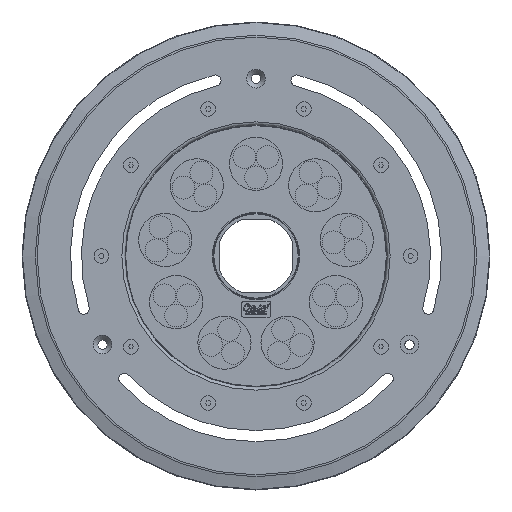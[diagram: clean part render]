
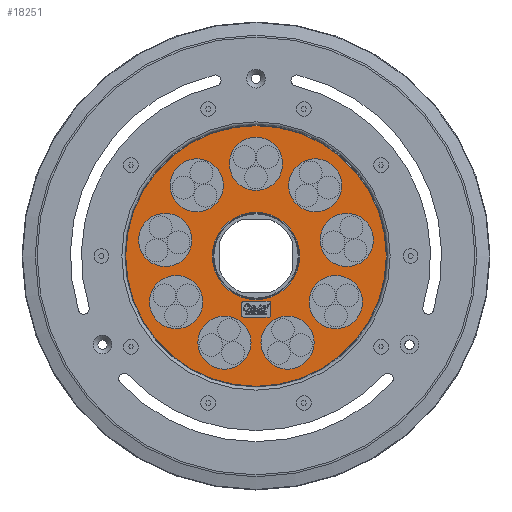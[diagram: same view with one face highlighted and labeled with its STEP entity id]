
A CAD part, top view. The second image highlights one B-rep face of the part: STEP entity #18251.
In plain terms, the highlighted planar face has unit normal (0, 0, 1).
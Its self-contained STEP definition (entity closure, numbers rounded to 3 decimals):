
#1253=FACE_BOUND('',#3540,.T.);
#1254=FACE_BOUND('',#3541,.T.);
#1255=FACE_BOUND('',#3542,.T.);
#1256=FACE_BOUND('',#3543,.T.);
#1257=FACE_BOUND('',#3544,.T.);
#1258=FACE_BOUND('',#3545,.T.);
#1259=FACE_BOUND('',#3546,.T.);
#1260=FACE_BOUND('',#3547,.T.);
#1261=FACE_BOUND('',#3548,.T.);
#1262=FACE_BOUND('',#3549,.T.);
#1263=FACE_BOUND('',#3550,.T.);
#1367=CIRCLE('',#19060,1.28);
#1368=CIRCLE('',#19063,1.28);
#1369=CIRCLE('',#19066,1.28);
#1370=CIRCLE('',#19069,1.28);
#1371=CIRCLE('',#19167,91.912);
#1372=CIRCLE('',#19168,18.75);
#1373=CIRCLE('',#19169,18.75);
#1374=CIRCLE('',#19170,18.75);
#1375=CIRCLE('',#19171,18.75);
#1376=CIRCLE('',#19172,18.75);
#1377=CIRCLE('',#19173,18.75);
#1378=CIRCLE('',#19174,18.75);
#1379=CIRCLE('',#19175,18.75);
#1380=CIRCLE('',#19176,18.75);
#1381=CIRCLE('',#19177,30.773);
#2556=FACE_OUTER_BOUND('',#3539,.T.);
#3539=EDGE_LOOP('',(#12711));
#3540=EDGE_LOOP('',(#12712));
#3541=EDGE_LOOP('',(#12713));
#3542=EDGE_LOOP('',(#12714));
#3543=EDGE_LOOP('',(#12715));
#3544=EDGE_LOOP('',(#12716));
#3545=EDGE_LOOP('',(#12717));
#3546=EDGE_LOOP('',(#12718));
#3547=EDGE_LOOP('',(#12719));
#3548=EDGE_LOOP('',(#12720));
#3549=EDGE_LOOP('',(#12721));
#3550=EDGE_LOOP('',(#12722,#12723,#12724,#12725,#12726,#12727,#12728,#12729));
#4902=LINE('',#27613,#6291);
#4906=LINE('',#27622,#6295);
#4927=LINE('',#28382,#6316);
#4930=LINE('',#28389,#6319);
#6291=VECTOR('',#20990,10.);
#6295=VECTOR('',#21000,10.);
#6316=VECTOR('',#21033,10.);
#6319=VECTOR('',#21042,10.);
#7715=VERTEX_POINT('',#27611);
#7716=VERTEX_POINT('',#27612);
#7717=VERTEX_POINT('',#27617);
#7718=VERTEX_POINT('',#27621);
#7719=VERTEX_POINT('',#27625);
#7736=VERTEX_POINT('',#28377);
#7737=VERTEX_POINT('',#28381);
#7738=VERTEX_POINT('',#28385);
#7961=VERTEX_POINT('',#30462);
#7962=VERTEX_POINT('',#30464);
#7963=VERTEX_POINT('',#30466);
#7964=VERTEX_POINT('',#30468);
#7965=VERTEX_POINT('',#30470);
#7966=VERTEX_POINT('',#30472);
#7967=VERTEX_POINT('',#30474);
#7968=VERTEX_POINT('',#30476);
#7969=VERTEX_POINT('',#30478);
#7970=VERTEX_POINT('',#30480);
#7971=VERTEX_POINT('',#30482);
#9371=EDGE_CURVE('',#7715,#7716,#4902,.T.);
#9374=EDGE_CURVE('',#7716,#7717,#1367,.T.);
#9376=EDGE_CURVE('',#7717,#7718,#4906,.T.);
#9378=EDGE_CURVE('',#7718,#7719,#1368,.T.);
#9417=EDGE_CURVE('',#7736,#7715,#1369,.T.);
#9419=EDGE_CURVE('',#7737,#7736,#4927,.T.);
#9421=EDGE_CURVE('',#7738,#7737,#1370,.T.);
#9423=EDGE_CURVE('',#7719,#7738,#4930,.T.);
#9757=EDGE_CURVE('',#7961,#7961,#1371,.T.);
#9758=EDGE_CURVE('',#7962,#7962,#1372,.T.);
#9759=EDGE_CURVE('',#7963,#7963,#1373,.T.);
#9760=EDGE_CURVE('',#7964,#7964,#1374,.T.);
#9761=EDGE_CURVE('',#7965,#7965,#1375,.T.);
#9762=EDGE_CURVE('',#7966,#7966,#1376,.T.);
#9763=EDGE_CURVE('',#7967,#7967,#1377,.T.);
#9764=EDGE_CURVE('',#7968,#7968,#1378,.T.);
#9765=EDGE_CURVE('',#7969,#7969,#1379,.T.);
#9766=EDGE_CURVE('',#7970,#7970,#1380,.T.);
#9767=EDGE_CURVE('',#7971,#7971,#1381,.T.);
#12711=ORIENTED_EDGE('',*,*,#9757,.F.);
#12712=ORIENTED_EDGE('',*,*,#9758,.T.);
#12713=ORIENTED_EDGE('',*,*,#9759,.T.);
#12714=ORIENTED_EDGE('',*,*,#9760,.T.);
#12715=ORIENTED_EDGE('',*,*,#9761,.T.);
#12716=ORIENTED_EDGE('',*,*,#9762,.T.);
#12717=ORIENTED_EDGE('',*,*,#9763,.T.);
#12718=ORIENTED_EDGE('',*,*,#9764,.T.);
#12719=ORIENTED_EDGE('',*,*,#9765,.T.);
#12720=ORIENTED_EDGE('',*,*,#9766,.T.);
#12721=ORIENTED_EDGE('',*,*,#9767,.T.);
#12722=ORIENTED_EDGE('',*,*,#9371,.T.);
#12723=ORIENTED_EDGE('',*,*,#9374,.T.);
#12724=ORIENTED_EDGE('',*,*,#9376,.T.);
#12725=ORIENTED_EDGE('',*,*,#9378,.T.);
#12726=ORIENTED_EDGE('',*,*,#9423,.T.);
#12727=ORIENTED_EDGE('',*,*,#9421,.T.);
#12728=ORIENTED_EDGE('',*,*,#9419,.T.);
#12729=ORIENTED_EDGE('',*,*,#9417,.T.);
#16748=PLANE('',#19166);
#18251=ADVANCED_FACE('',(#2556,#1253,#1254,#1255,#1256,#1257,#1258,#1259,
#1260,#1261,#1262,#1263),#16748,.T.);
#19060=AXIS2_PLACEMENT_3D('',#27618,#20995,#20996);
#19063=AXIS2_PLACEMENT_3D('',#27626,#21004,#21005);
#19066=AXIS2_PLACEMENT_3D('',#28378,#21028,#21029);
#19069=AXIS2_PLACEMENT_3D('',#28386,#21037,#21038);
#19166=AXIS2_PLACEMENT_3D('',#30461,#21504,#21505);
#19167=AXIS2_PLACEMENT_3D('',#30463,#21506,#21507);
#19168=AXIS2_PLACEMENT_3D('',#30465,#21508,#21509);
#19169=AXIS2_PLACEMENT_3D('',#30467,#21510,#21511);
#19170=AXIS2_PLACEMENT_3D('',#30469,#21512,#21513);
#19171=AXIS2_PLACEMENT_3D('',#30471,#21514,#21515);
#19172=AXIS2_PLACEMENT_3D('',#30473,#21516,#21517);
#19173=AXIS2_PLACEMENT_3D('',#30475,#21518,#21519);
#19174=AXIS2_PLACEMENT_3D('',#30477,#21520,#21521);
#19175=AXIS2_PLACEMENT_3D('',#30479,#21522,#21523);
#19176=AXIS2_PLACEMENT_3D('',#30481,#21524,#21525);
#19177=AXIS2_PLACEMENT_3D('',#30483,#21526,#21527);
#20990=DIRECTION('',(1.,0.,0.));
#20995=DIRECTION('center_axis',(0.,0.,-1.));
#20996=DIRECTION('ref_axis',(1.,0.,0.));
#21000=DIRECTION('',(0.,-1.,0.));
#21004=DIRECTION('center_axis',(0.,0.,-1.));
#21005=DIRECTION('ref_axis',(0.,-1.,0.));
#21028=DIRECTION('center_axis',(0.,0.,-1.));
#21029=DIRECTION('ref_axis',(0.,1.,0.));
#21033=DIRECTION('',(0.,1.,0.));
#21037=DIRECTION('center_axis',(0.,0.,-1.));
#21038=DIRECTION('ref_axis',(-1.,0.,0.));
#21042=DIRECTION('',(-1.,0.,0.));
#21504=DIRECTION('center_axis',(0.,0.,1.));
#21505=DIRECTION('ref_axis',(1.,0.,0.));
#21506=DIRECTION('center_axis',(0.,0.,-1.));
#21507=DIRECTION('ref_axis',(1.,0.,0.));
#21508=DIRECTION('center_axis',(0.,0.,-1.));
#21509=DIRECTION('ref_axis',(-1.,0.,0.));
#21510=DIRECTION('center_axis',(0.,0.,-1.));
#21511=DIRECTION('ref_axis',(-1.,0.,0.));
#21512=DIRECTION('center_axis',(0.,0.,-1.));
#21513=DIRECTION('ref_axis',(-1.,0.,0.));
#21514=DIRECTION('center_axis',(0.,0.,-1.));
#21515=DIRECTION('ref_axis',(-1.,0.,0.));
#21516=DIRECTION('center_axis',(0.,0.,-1.));
#21517=DIRECTION('ref_axis',(-1.,0.,0.));
#21518=DIRECTION('center_axis',(0.,0.,-1.));
#21519=DIRECTION('ref_axis',(-1.,0.,0.));
#21520=DIRECTION('center_axis',(0.,0.,-1.));
#21521=DIRECTION('ref_axis',(-1.,0.,0.));
#21522=DIRECTION('center_axis',(0.,0.,-1.));
#21523=DIRECTION('ref_axis',(-1.,0.,0.));
#21524=DIRECTION('center_axis',(0.,0.,-1.));
#21525=DIRECTION('ref_axis',(-1.,0.,0.));
#21526=DIRECTION('center_axis',(0.,0.,-1.));
#21527=DIRECTION('ref_axis',(1.,0.,0.));
#27611=CARTESIAN_POINT('',(-8.717,-31.952,26.596));
#27612=CARTESIAN_POINT('',(9.201,-31.952,26.596));
#27613=CARTESIAN_POINT('',(4.601,-31.952,26.596));
#27617=CARTESIAN_POINT('',(10.481,-33.231,26.596));
#27618=CARTESIAN_POINT('Origin',(9.201,-33.231,26.596));
#27621=CARTESIAN_POINT('',(10.481,-41.935,26.596));
#27622=CARTESIAN_POINT('',(10.481,24.989,26.596));
#27625=CARTESIAN_POINT('',(9.201,-43.215,26.596));
#27626=CARTESIAN_POINT('Origin',(9.201,-41.935,26.596));
#28377=CARTESIAN_POINT('',(-9.997,-33.231,26.596));
#28378=CARTESIAN_POINT('Origin',(-8.717,-33.231,26.596));
#28381=CARTESIAN_POINT('',(-9.997,-41.935,26.596));
#28382=CARTESIAN_POINT('',(-9.997,29.34,26.596));
#28385=CARTESIAN_POINT('',(-8.717,-43.215,26.596));
#28386=CARTESIAN_POINT('Origin',(-8.717,-41.935,26.596));
#28389=CARTESIAN_POINT('',(-4.359,-43.215,26.596));
#30461=CARTESIAN_POINT('Origin',(0.,91.912,26.596));
#30462=CARTESIAN_POINT('',(0.,-91.912,26.596));
#30463=CARTESIAN_POINT('Origin',(0.,0.,26.596));
#30464=CARTESIAN_POINT('',(-45.263,11.287,26.596));
#30465=CARTESIAN_POINT('Origin',(-64.013,11.287,26.596));
#30466=CARTESIAN_POINT('',(-37.542,-32.5,26.596));
#30467=CARTESIAN_POINT('Origin',(-56.292,-32.5,26.596));
#30468=CARTESIAN_POINT('',(40.981,-61.08,26.596));
#30469=CARTESIAN_POINT('Origin',(22.231,-61.08,26.596));
#30470=CARTESIAN_POINT('',(60.531,49.793,26.596));
#30471=CARTESIAN_POINT('Origin',(41.781,49.793,26.596));
#30472=CARTESIAN_POINT('',(-23.031,49.793,26.596));
#30473=CARTESIAN_POINT('Origin',(-41.781,49.793,26.596));
#30474=CARTESIAN_POINT('',(18.75,65.,26.596));
#30475=CARTESIAN_POINT('Origin',(0.,65.,
26.596));
#30476=CARTESIAN_POINT('',(82.763,11.287,26.596));
#30477=CARTESIAN_POINT('Origin',(64.013,11.287,26.596));
#30478=CARTESIAN_POINT('',(75.042,-32.5,26.596));
#30479=CARTESIAN_POINT('Origin',(56.292,-32.5,26.596));
#30480=CARTESIAN_POINT('',(-3.481,-61.08,26.596));
#30481=CARTESIAN_POINT('Origin',(-22.231,-61.08,26.596));
#30482=CARTESIAN_POINT('',(0.,-30.773,26.596));
#30483=CARTESIAN_POINT('Origin',(0.,0.,26.596));
